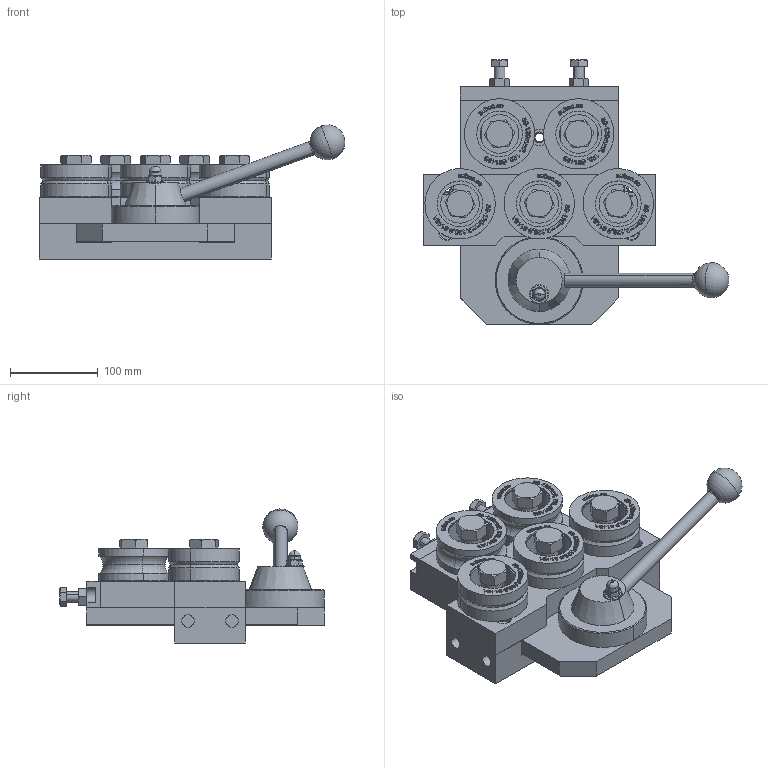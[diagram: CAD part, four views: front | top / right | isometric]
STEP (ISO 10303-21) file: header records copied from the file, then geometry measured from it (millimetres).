
FILE_DESCRIPTION (( 'STEP AP203' ), '1' );
FILE_NAME ('0824B.STEP', '2024-09-26T12:40:47', ( '' ), ( '' ), 'SwSTEP 2.0', 'SolidWorks 2023', '' );
FILE_SCHEMA (( 'CONFIG_CONTROL_DESIGN' ));
Length unit declared in the file: millimetre
Products named in the file (20): DIN934M12_[40]   ?'''' -16; 8EG.205.024-05; DIN933M12x50; 3-400420-00p.5; GN310.160.M14; W0160; 8148A; 8EG.374.018-04; S80-Q5P4A; S80-QP3A; 0824BP7; W0112; 8EG.233.000-03; 8148B; 3-400420-00p.2; WN03.40M12; DIN1587M10_(28)_M36; S80-Q5P1A; 0824B; 3-400420-00p.6
Assembly tree (32 placements, depth 2):
  0824B
    S80-QP3A
    3-400420-00p.5
    S80-Q5P4A
    3-400420-00p.6  x2
    3-400420-00p.2
    S80-Q5P1A
    8EG.205.024-05
    8EG.233.000-03
    8EG.374.018-04
    GN310.160.M14
    DIN933M12x50  x2
    DIN934M12_[40]   ?'''' -16  x2
    DIN1587M10_(28)_M36
    WN03.40M12
    0824BP7  x5
    W0160  x3
    W0112  x2
    8148B  x2
    8148A  x3
Bounding box: 347.72 x 300.99 x 152.41 mm (x, y, z)
Volume: 3420247.5 mm3; surface area: 573425.4 mm2
Topology: 32 solids, 32 shells, 2834 faces, 7227 edges, 4720 vertices
Faces by surface type: plane 1265, bspline 1021, cylinder 295, cone 239, torus 12, sphere 2
Entity records: 64077 total; most frequent: CARTESIAN_POINT 32036, ORIENTED_EDGE 6670, DIRECTION 4890, EDGE_CURVE 3335, VERTEX_POINT 2177, VECTOR 1902, LINE 1902, EDGE_LOOP 1534
